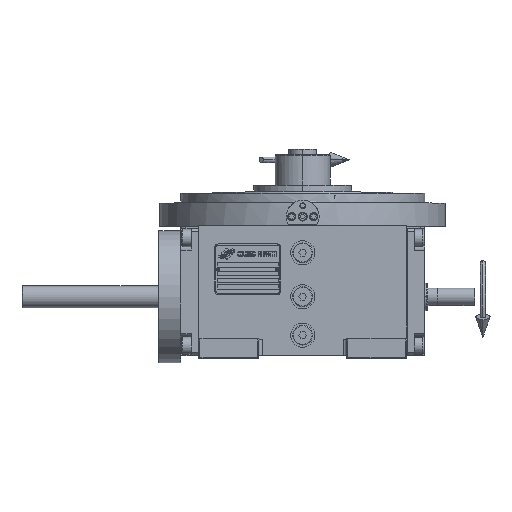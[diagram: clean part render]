
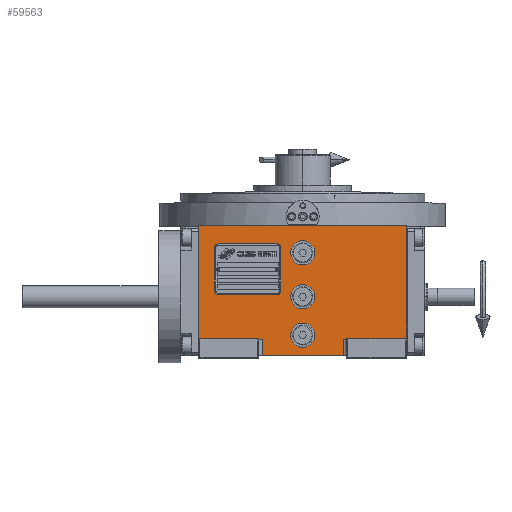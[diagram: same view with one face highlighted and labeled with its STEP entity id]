
A CAD part, top view. The second image highlights one B-rep face of the part: STEP entity #59563.
In plain terms, the highlighted planar face has unit normal (0, 0, 1).
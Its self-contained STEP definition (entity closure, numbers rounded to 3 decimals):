
#32 = CARTESIAN_POINT ( 'NONE',  ( -94.5, -38.5, 163.5 ) ) ;
#953 = VECTOR ( 'NONE', #64164, 1000. ) ;
#1843 = LINE ( 'NONE', #41373, #11948 ) ;
#2105 = CARTESIAN_POINT ( 'NONE',  ( -37., -53.5, 163.5 ) ) ;
#2755 = CARTESIAN_POINT ( 'NONE',  ( -37., -38.5, 163.5 ) ) ;
#2838 = FACE_OUTER_BOUND ( 'NONE', #72479, .T. ) ;
#3309 = CARTESIAN_POINT ( 'NONE',  ( 0., 40., 163.5 ) ) ;
#3470 = EDGE_CURVE ( 'NONE', #15837, #7304, #1843, .T. ) ;
#3979 = CARTESIAN_POINT ( 'NONE',  ( 37., -53.5, 163.5 ) ) ;
#4450 = LINE ( 'NONE', #48489, #33232 ) ;
#4637 = EDGE_CURVE ( 'NONE', #38384, #46499, #33718, .T. ) ;
#5575 = LINE ( 'NONE', #32, #67141 ) ;
#6312 = DIRECTION ( 'NONE',  ( 0., 1., 0. ) ) ;
#7304 = VERTEX_POINT ( 'NONE', #68770 ) ;
#7921 = VERTEX_POINT ( 'NONE', #29799 ) ;
#8374 = CARTESIAN_POINT ( 'NONE',  ( -94.5, -53.5, 163.5 ) ) ;
#8890 = AXIS2_PLACEMENT_3D ( 'NONE', #68007, #62441, #33934 ) ;
#9866 = ORIENTED_EDGE ( 'NONE', *, *, #17390, .F. ) ;
#10433 = ORIENTED_EDGE ( 'NONE', *, *, #29350, .F. ) ;
#10682 = EDGE_CURVE ( 'NONE', #46499, #7304, #69721, .T. ) ;
#11037 = CARTESIAN_POINT ( 'NONE',  ( -94.5, -38.5, 163.5 ) ) ;
#11889 = VERTEX_POINT ( 'NONE', #11037 ) ;
#11948 = VECTOR ( 'NONE', #24734, 1000. ) ;
#13102 = CARTESIAN_POINT ( 'NONE',  ( 0., -35., 163.5 ) ) ;
#13299 = CARTESIAN_POINT ( 'NONE',  ( 11., -35., 163.5 ) ) ;
#13553 = EDGE_CURVE ( 'NONE', #38384, #28387, #4450, .T. ) ;
#14370 = DIRECTION ( 'NONE',  ( 0., 0., 1. ) ) ;
#14510 = CIRCLE ( 'NONE', #23924, 11. ) ;
#14932 = DIRECTION ( 'NONE',  ( 0., 0., 1. ) ) ;
#15837 = VERTEX_POINT ( 'NONE', #37181 ) ;
#16809 = CIRCLE ( 'NONE', #64023, 11. ) ;
#17000 = DIRECTION ( 'NONE',  ( 0., 1., 0. ) ) ;
#17390 = EDGE_CURVE ( 'NONE', #7921, #21370, #51227, .T. ) ;
#17393 = VERTEX_POINT ( 'NONE', #36323 ) ;
#18670 = CARTESIAN_POINT ( 'NONE',  ( 94.5, -38.5, 163.5 ) ) ;
#18845 = VERTEX_POINT ( 'NONE', #44079 ) ;
#20190 = CARTESIAN_POINT ( 'NONE',  ( -11., 0., 163.5 ) ) ;
#20509 = CARTESIAN_POINT ( 'NONE',  ( 94.5, -38.5, 163.5 ) ) ;
#21002 = VECTOR ( 'NONE', #54784, 1000. ) ;
#21370 = VERTEX_POINT ( 'NONE', #20190 ) ;
#21689 = VERTEX_POINT ( 'NONE', #2755 ) ;
#22308 = EDGE_CURVE ( 'NONE', #11889, #21689, #30698, .T. ) ;
#23493 = ORIENTED_EDGE ( 'NONE', *, *, #46000, .F. ) ;
#23649 = LINE ( 'NONE', #51053, #53565 ) ;
#23924 = AXIS2_PLACEMENT_3D ( 'NONE', #3309, #14370, #71682 ) ;
#24734 = DIRECTION ( 'NONE',  ( 1., 0., 0. ) ) ;
#25162 = CARTESIAN_POINT ( 'NONE',  ( 0., 40., 163.5 ) ) ;
#25354 = FACE_BOUND ( 'NONE', #54012, .T. ) ;
#26518 = DIRECTION ( 'NONE',  ( 1., 0., 0. ) ) ;
#26943 = VECTOR ( 'NONE', #40529, 1000. ) ;
#27469 = AXIS2_PLACEMENT_3D ( 'NONE', #8374, #30859, #42371 ) ;
#28387 = VERTEX_POINT ( 'NONE', #3979 ) ;
#28406 = DIRECTION ( 'NONE',  ( 0., 0., 1. ) ) ;
#28767 = DIRECTION ( 'NONE',  ( -1., 0., 0. ) ) ;
#29350 = EDGE_CURVE ( 'NONE', #17393, #18845, #14510, .T. ) ;
#29771 = LINE ( 'NONE', #2105, #26943 ) ;
#29799 = CARTESIAN_POINT ( 'NONE',  ( 11., 0., 163.5 ) ) ;
#30035 = CIRCLE ( 'NONE', #8890, 11. ) ;
#30698 = LINE ( 'NONE', #37733, #21002 ) ;
#30859 = DIRECTION ( 'NONE',  ( 0., 0., 1. ) ) ;
#31237 = FACE_BOUND ( 'NONE', #54039, .T. ) ;
#31551 = EDGE_CURVE ( 'NONE', #45473, #50966, #38136, .T. ) ;
#33232 = VECTOR ( 'NONE', #43629, 1000. ) ;
#33718 = LINE ( 'NONE', #44492, #64057 ) ;
#33924 = ORIENTED_EDGE ( 'NONE', *, *, #50568, .F. ) ;
#33934 = DIRECTION ( 'NONE',  ( -1., 0., 0. ) ) ;
#34231 = CARTESIAN_POINT ( 'NONE',  ( -37., -53.5, 163.5 ) ) ;
#36323 = CARTESIAN_POINT ( 'NONE',  ( -11., 40., 163.5 ) ) ;
#36749 = DIRECTION ( 'NONE',  ( 1., 0., 0. ) ) ;
#37181 = CARTESIAN_POINT ( 'NONE',  ( -94.5, 64.5, 163.5 ) ) ;
#37733 = CARTESIAN_POINT ( 'NONE',  ( -94.5, -38.5, 163.5 ) ) ;
#37977 = ORIENTED_EDGE ( 'NONE', *, *, #69434, .F. ) ;
#38136 = CIRCLE ( 'NONE', #64219, 11. ) ;
#38178 = AXIS2_PLACEMENT_3D ( 'NONE', #53382, #48569, #70754 ) ;
#38384 = VERTEX_POINT ( 'NONE', #60157 ) ;
#38508 = CIRCLE ( 'NONE', #70426, 11. ) ;
#40529 = DIRECTION ( 'NONE',  ( 1., 0., 0. ) ) ;
#41373 = CARTESIAN_POINT ( 'NONE',  ( -94.5, 64.5, 163.5 ) ) ;
#42007 = FACE_BOUND ( 'NONE', #65403, .T. ) ;
#42371 = DIRECTION ( 'NONE',  ( 1., 0., 0. ) ) ;
#43629 = DIRECTION ( 'NONE',  ( 0., -1., 0. ) ) ;
#44023 = ORIENTED_EDGE ( 'NONE', *, *, #52440, .T. ) ;
#44079 = CARTESIAN_POINT ( 'NONE',  ( 11., 40., 163.5 ) ) ;
#44492 = CARTESIAN_POINT ( 'NONE',  ( 37., -38.5, 163.5 ) ) ;
#45473 = VERTEX_POINT ( 'NONE', #13299 ) ;
#46000 = EDGE_CURVE ( 'NONE', #52347, #21689, #23649, .T. ) ;
#46499 = VERTEX_POINT ( 'NONE', #20509 ) ;
#47765 = DIRECTION ( 'NONE',  ( 0., 0., 1. ) ) ;
#48489 = CARTESIAN_POINT ( 'NONE',  ( 37., -38.5, 163.5 ) ) ;
#48569 = DIRECTION ( 'NONE',  ( 0., 0., 1. ) ) ;
#49103 = EDGE_CURVE ( 'NONE', #21370, #7921, #30035, .T. ) ;
#50568 = EDGE_CURVE ( 'NONE', #50966, #45473, #38508, .T. ) ;
#50966 = VERTEX_POINT ( 'NONE', #60205 ) ;
#51053 = CARTESIAN_POINT ( 'NONE',  ( -37., -53.5, 163.5 ) ) ;
#51227 = CIRCLE ( 'NONE', #38178, 11. ) ;
#52347 = VERTEX_POINT ( 'NONE', #34231 ) ;
#52440 = EDGE_CURVE ( 'NONE', #52347, #28387, #29771, .T. ) ;
#53382 = CARTESIAN_POINT ( 'NONE',  ( 0., 0., 163.5 ) ) ;
#53565 = VECTOR ( 'NONE', #6312, 1000. ) ;
#54012 = EDGE_LOOP ( 'NONE', ( #9866, #58696 ) ) ;
#54039 = EDGE_LOOP ( 'NONE', ( #71099, #10433 ) ) ;
#54784 = DIRECTION ( 'NONE',  ( 1., 0., 0. ) ) ;
#56324 = DIRECTION ( 'NONE',  ( 1., 0., 0. ) ) ;
#56511 = ORIENTED_EDGE ( 'NONE', *, *, #4637, .T. ) ;
#58696 = ORIENTED_EDGE ( 'NONE', *, *, #49103, .F. ) ;
#59138 = EDGE_CURVE ( 'NONE', #18845, #17393, #16809, .T. ) ;
#59289 = ORIENTED_EDGE ( 'NONE', *, *, #22308, .T. ) ;
#59386 = PLANE ( 'NONE',  #27469 ) ;
#59563 = ADVANCED_FACE ( 'NONE', ( #25354, #42007, #31237, #2838 ), #59386, .T. ) ;
#60157 = CARTESIAN_POINT ( 'NONE',  ( 37., -38.5, 163.5 ) ) ;
#60205 = CARTESIAN_POINT ( 'NONE',  ( -11., -35., 163.5 ) ) ;
#61370 = CARTESIAN_POINT ( 'NONE',  ( 0., -35., 163.5 ) ) ;
#62286 = ORIENTED_EDGE ( 'NONE', *, *, #31551, .F. ) ;
#62441 = DIRECTION ( 'NONE',  ( 0., 0., 1. ) ) ;
#64023 = AXIS2_PLACEMENT_3D ( 'NONE', #25162, #47765, #26518 ) ;
#64057 = VECTOR ( 'NONE', #56324, 1000. ) ;
#64164 = DIRECTION ( 'NONE',  ( 0., 1., 0. ) ) ;
#64219 = AXIS2_PLACEMENT_3D ( 'NONE', #13102, #14932, #36749 ) ;
#65403 = EDGE_LOOP ( 'NONE', ( #62286, #33924 ) ) ;
#66056 = ORIENTED_EDGE ( 'NONE', *, *, #13553, .F. ) ;
#67141 = VECTOR ( 'NONE', #17000, 1000. ) ;
#68007 = CARTESIAN_POINT ( 'NONE',  ( 0., 0., 163.5 ) ) ;
#68535 = ORIENTED_EDGE ( 'NONE', *, *, #10682, .T. ) ;
#68770 = CARTESIAN_POINT ( 'NONE',  ( 94.5, 64.5, 163.5 ) ) ;
#69434 = EDGE_CURVE ( 'NONE', #11889, #15837, #5575, .T. ) ;
#69721 = LINE ( 'NONE', #18670, #953 ) ;
#70426 = AXIS2_PLACEMENT_3D ( 'NONE', #61370, #28406, #28767 ) ;
#70507 = ORIENTED_EDGE ( 'NONE', *, *, #3470, .F. ) ;
#70754 = DIRECTION ( 'NONE',  ( 1., 0., 0. ) ) ;
#71099 = ORIENTED_EDGE ( 'NONE', *, *, #59138, .F. ) ;
#71682 = DIRECTION ( 'NONE',  ( -1., 0., 0. ) ) ;
#72479 = EDGE_LOOP ( 'NONE', ( #44023, #66056, #56511, #68535, #70507, #37977, #59289, #23493 ) ) ;
